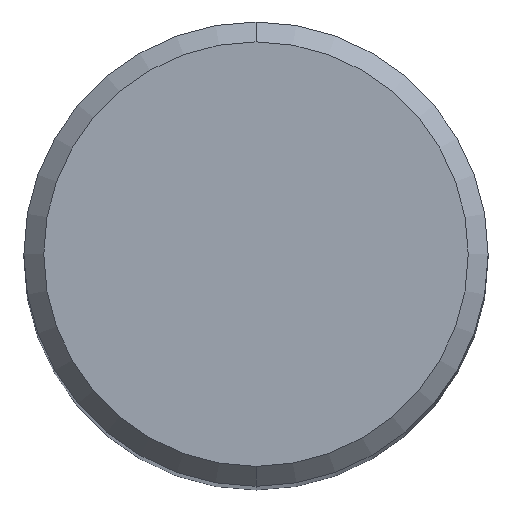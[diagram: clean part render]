
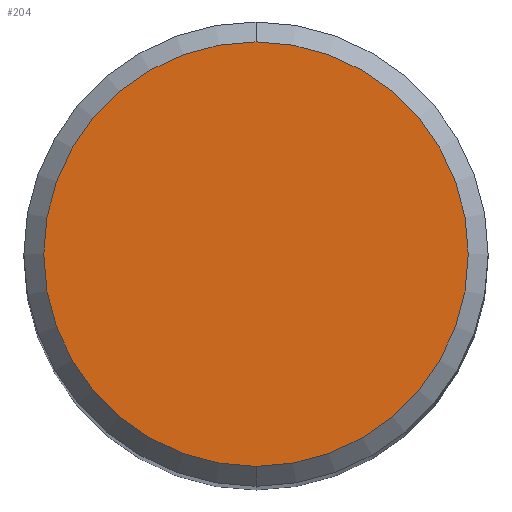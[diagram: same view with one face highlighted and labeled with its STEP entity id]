
A CAD part, top view. The second image highlights one B-rep face of the part: STEP entity #204.
In plain terms, the highlighted planar face has unit normal (0, 0, 1).
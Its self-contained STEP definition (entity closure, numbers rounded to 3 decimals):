
#180=VERTEX_POINT('',#481);
#204=ADVANCED_FACE('',(#507),#508,.T.);
#256=EDGE_CURVE('',#260,#180,#570,.T.);
#260=VERTEX_POINT('',#575);
#398=EDGE_CURVE('',#180,#260,#723,.T.);
#481=CARTESIAN_POINT('',(0.0,6.4,0.0));
#507=FACE_OUTER_BOUND('',#838,.T.);
#508=PLANE('',#839);
#570=CIRCLE('',#974,6.4);
#575=CARTESIAN_POINT('',(0.,-6.4,0.0));
#723=CIRCLE('',#1350,6.4);
#838=EDGE_LOOP('',(#1509,#1510));
#839=AXIS2_PLACEMENT_3D('',#1511,#1512,#1513);
#974=AXIS2_PLACEMENT_3D('',#1610,#1611,#1612);
#1350=AXIS2_PLACEMENT_3D('',#1758,#1759,#1760);
#1509=ORIENTED_EDGE('',*,*,#398,.F.);
#1510=ORIENTED_EDGE('',*,*,#256,.F.);
#1511=CARTESIAN_POINT('',(0.0,3.2,0.0));
#1512=DIRECTION('',(-0.0,0.0,1.0));
#1513=DIRECTION('',(0.0,-1.0,0.0));
#1610=CARTESIAN_POINT('',(0.0,0.0,0.0));
#1611=DIRECTION('',(0.0,0.0,-1.0));
#1612=DIRECTION('',(0.0,1.0,0.0));
#1758=CARTESIAN_POINT('',(0.0,0.0,0.0));
#1759=DIRECTION('',(0.0,0.0,-1.0));
#1760=DIRECTION('',(0.0,1.0,0.0));
